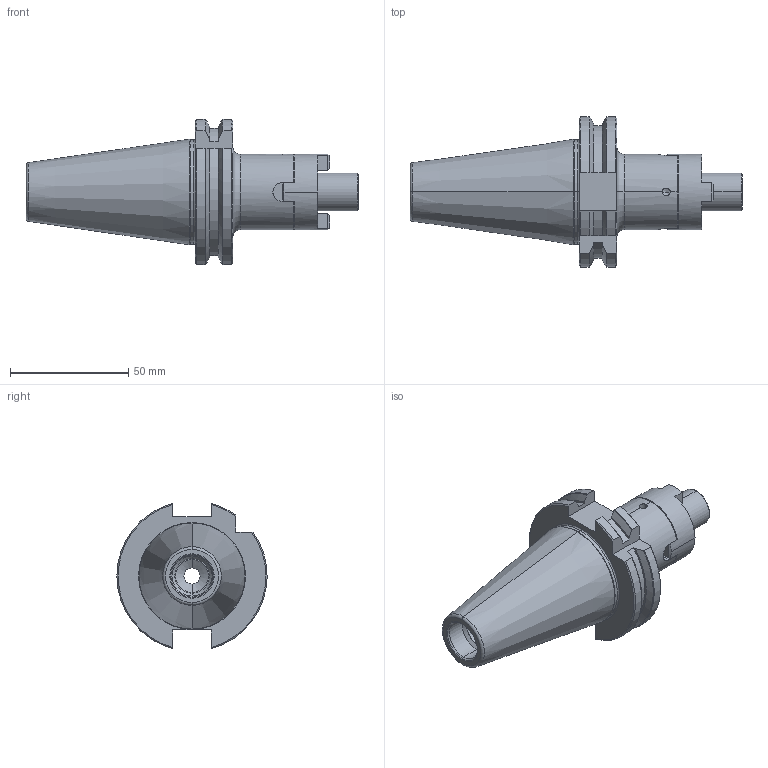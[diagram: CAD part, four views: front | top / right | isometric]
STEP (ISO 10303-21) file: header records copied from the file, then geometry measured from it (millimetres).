
FILE_DESCRIPTION (( 'STEP AP203' ), '1' );
FILE_NAME ('S.S40.0416.55.STEP', '2018-07-14T04:04:13', ( '' ), ( '' ), 'SwSTEP 2.0', 'SolidWorks 2013', '' );
FILE_SCHEMA (( 'CONFIG_CONTROL_DESIGN' ));
Length unit declared in the file: millimetre
Products named in the file (1): S.S40.0416.55
Bounding box: 140.4 x 63.54 x 61.48 mm (x, y, z)
Volume: 134674.1 mm3; surface area: 28485.6 mm2
Topology: 2 solids, 2 shells, 153 faces, 385 edges, 232 vertices
Faces by surface type: plane 48, cylinder 44, cone 36, torus 25
Entity records: 4972 total; most frequent: CARTESIAN_POINT 1249, DIRECTION 779, ORIENTED_EDGE 766, EDGE_CURVE 383, AXIS2_PLACEMENT_3D 310, VERTEX_POINT 232, EDGE_LOOP 161, VECTOR 159
